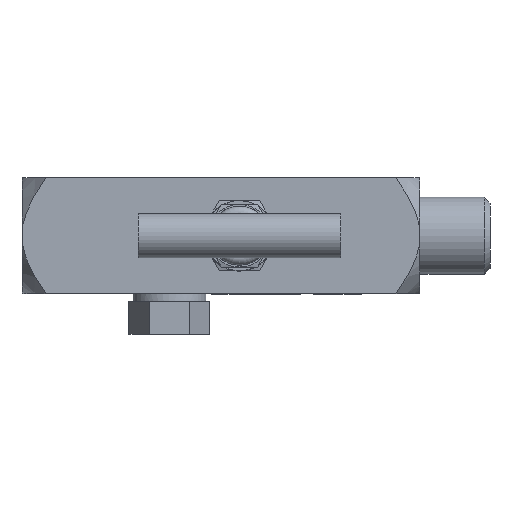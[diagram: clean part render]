
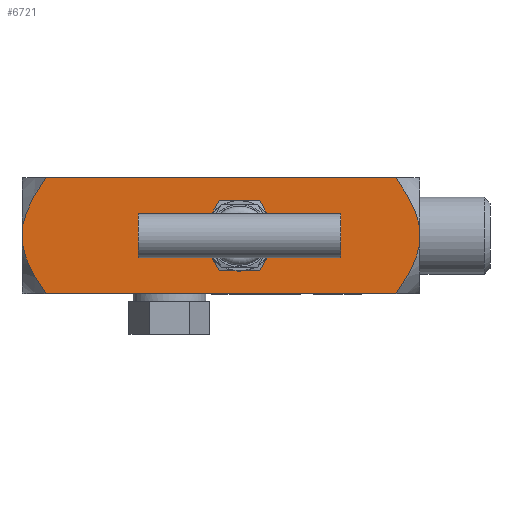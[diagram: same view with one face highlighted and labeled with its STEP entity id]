
A CAD part, left-side view. The second image highlights one B-rep face of the part: STEP entity #6721.
In plain terms, the highlighted planar face has unit normal (-1, 0, 0).
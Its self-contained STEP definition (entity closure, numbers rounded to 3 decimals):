
#241=(
BOUNDED_CURVE()
B_SPLINE_CURVE(2,(#10084,#10085,#10086),.UNSPECIFIED.,.F.,.F.)
B_SPLINE_CURVE_WITH_KNOTS((3,3),(1.617,3.987),
 .UNSPECIFIED.)
CURVE()
GEOMETRIC_REPRESENTATION_ITEM()
RATIONAL_B_SPLINE_CURVE((1.141,1.173,1.))
REPRESENTATION_ITEM('')
);
#243=(
BOUNDED_CURVE()
B_SPLINE_CURVE(2,(#10092,#10093,#10094),.UNSPECIFIED.,.F.,.F.)
B_SPLINE_CURVE_WITH_KNOTS((3,3),(3.987,6.358),
 .UNSPECIFIED.)
CURVE()
GEOMETRIC_REPRESENTATION_ITEM()
RATIONAL_B_SPLINE_CURVE((1.,1.173,1.141))
REPRESENTATION_ITEM('')
);
#245=(
BOUNDED_CURVE()
B_SPLINE_CURVE(2,(#10103,#10104,#10105),.UNSPECIFIED.,.F.,.F.)
B_SPLINE_CURVE_WITH_KNOTS((3,3),(1.05,3.207),
 .UNSPECIFIED.)
CURVE()
GEOMETRIC_REPRESENTATION_ITEM()
RATIONAL_B_SPLINE_CURVE((1.1,1.152,1.))
REPRESENTATION_ITEM('')
);
#246=(
BOUNDED_CURVE()
B_SPLINE_CURVE(2,(#10107,#10108,#10109),.UNSPECIFIED.,.F.,.F.)
B_SPLINE_CURVE_WITH_KNOTS((3,3),(3.207,5.365),
 .UNSPECIFIED.)
CURVE()
GEOMETRIC_REPRESENTATION_ITEM()
RATIONAL_B_SPLINE_CURVE((1.,1.152,1.1))
REPRESENTATION_ITEM('')
);
#878=FACE_OUTER_BOUND('',#1303,.T.);
#1303=EDGE_LOOP('',(#4859,#4860,#4861,#4862,#4863,#4864,#4865));
#1811=LINE('',#9925,#2303);
#1812=LINE('',#9929,#2304);
#1849=LINE('',#10110,#2341);
#2303=VECTOR('',#8071,10.);
#2304=VECTOR('',#8076,10.);
#2341=VECTOR('',#8255,10.);
#2753=VERTEX_POINT('',#9905);
#2758=VERTEX_POINT('',#9920);
#2759=VERTEX_POINT('',#9924);
#2806=VERTEX_POINT('',#10082);
#2807=VERTEX_POINT('',#10083);
#2808=VERTEX_POINT('',#10102);
#2809=VERTEX_POINT('',#10106);
#3489=EDGE_CURVE('',#2758,#2759,#1811,.T.);
#3492=EDGE_CURVE('',#2759,#2753,#1812,.T.);
#3562=EDGE_CURVE('',#2806,#2807,#241,.T.);
#3565=EDGE_CURVE('',#2807,#2753,#243,.T.);
#3569=EDGE_CURVE('',#2758,#2808,#245,.T.);
#3570=EDGE_CURVE('',#2808,#2809,#246,.T.);
#3571=EDGE_CURVE('',#2809,#2806,#1849,.T.);
#4859=ORIENTED_EDGE('',*,*,#3562,.T.);
#4860=ORIENTED_EDGE('',*,*,#3565,.T.);
#4861=ORIENTED_EDGE('',*,*,#3492,.F.);
#4862=ORIENTED_EDGE('',*,*,#3489,.F.);
#4863=ORIENTED_EDGE('',*,*,#3569,.T.);
#4864=ORIENTED_EDGE('',*,*,#3570,.T.);
#4865=ORIENTED_EDGE('',*,*,#3571,.T.);
#6457=PLANE('',#7215);
#6721=ADVANCED_FACE('',(#878),#6457,.T.);
#7215=AXIS2_PLACEMENT_3D('',#10101,#8253,#8254);
#8071=DIRECTION('',(0.,1.,0.));
#8076=DIRECTION('',(0.,1.,0.));
#8253=DIRECTION('center_axis',(-1.,0.,0.));
#8254=DIRECTION('ref_axis',(0.,0.,1.));
#8255=DIRECTION('',(0.,1.,0.));
#9905=CARTESIAN_POINT('',(-15.75,101.476,-15.75));
#9920=CARTESIAN_POINT('',(-15.75,6.524,-15.75));
#9924=CARTESIAN_POINT('',(-15.75,68.,-15.75));
#9925=CARTESIAN_POINT('',(-15.75,0.,-15.75));
#9929=CARTESIAN_POINT('',(-15.75,0.,-15.75));
#10082=CARTESIAN_POINT('',(-15.75,101.476,15.75));
#10083=CARTESIAN_POINT('',(-15.75,108.,0.));
#10084=CARTESIAN_POINT('Ctrl Pts',(-15.75,101.476,15.75));
#10085=CARTESIAN_POINT('Ctrl Pts',(-15.75,108.,6.524));
#10086=CARTESIAN_POINT('Ctrl Pts',(-15.75,108.,0.));
#10092=CARTESIAN_POINT('Ctrl Pts',(-15.75,108.,0.));
#10093=CARTESIAN_POINT('Ctrl Pts',(-15.75,108.,-6.524));
#10094=CARTESIAN_POINT('Ctrl Pts',(-15.75,101.476,-15.75));
#10101=CARTESIAN_POINT('Origin',(-15.75,0.,-15.75));
#10102=CARTESIAN_POINT('',(-15.75,0.,0.));
#10103=CARTESIAN_POINT('Ctrl Pts',(-15.75,6.524,-15.75));
#10104=CARTESIAN_POINT('Ctrl Pts',(-15.75,0.,-6.524));
#10105=CARTESIAN_POINT('Ctrl Pts',(-15.75,0.,0.));
#10106=CARTESIAN_POINT('',(-15.75,6.524,15.75));
#10107=CARTESIAN_POINT('Ctrl Pts',(-15.75,0.,0.));
#10108=CARTESIAN_POINT('Ctrl Pts',(-15.75,0.,6.524));
#10109=CARTESIAN_POINT('Ctrl Pts',(-15.75,6.524,15.75));
#10110=CARTESIAN_POINT('',(-15.75,0.,15.75));
